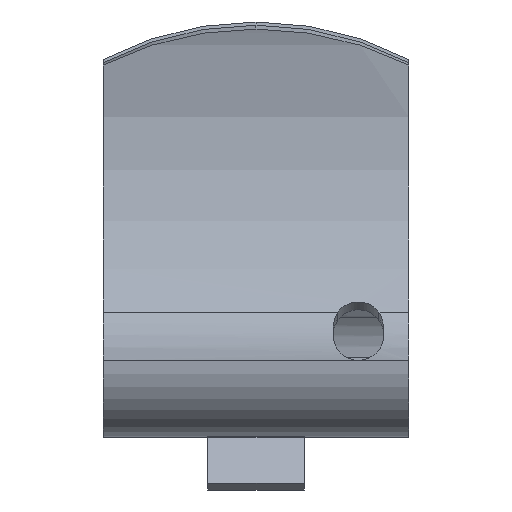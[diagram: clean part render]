
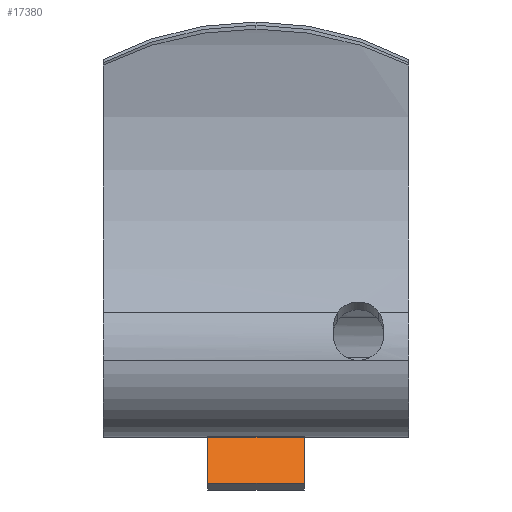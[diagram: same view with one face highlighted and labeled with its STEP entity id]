
A CAD part, left-side view. The second image highlights one B-rep face of the part: STEP entity #17380.
In plain terms, the highlighted planar face has unit normal (-0.866, 0, 0.5).
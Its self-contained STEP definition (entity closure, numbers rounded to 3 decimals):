
#16072 = CYLINDRICAL_SURFACE('',#16073,0.813);
#16073 = AXIS2_PLACEMENT_3D('',#16074,#16075,#16076);
#16074 = CARTESIAN_POINT('',(-21.908,1.484,-0.457));
#16075 = DIRECTION('',(0.,1.,0.));
#16076 = DIRECTION('',(-0.866,0.,0.5));
#16880 = VERTEX_POINT('',#16881);
#16881 = CARTESIAN_POINT('',(-22.612,-1.513,
    -0.05));
#16895 = PLANE('',#16896);
#16896 = AXIS2_PLACEMENT_3D('',#16897,#16898,#16899);
#16897 = CARTESIAN_POINT('',(-23.447,-1.513,
    -1.497));
#16898 = DIRECTION('',(0.,-1.,0.));
#16899 = DIRECTION('',(1.,0.,0.));
#17050 = VERTEX_POINT('',#17051);
#17051 = CARTESIAN_POINT('',(-22.612,1.484,
    -0.05));
#17065 = PLANE('',#17066);
#17066 = AXIS2_PLACEMENT_3D('',#17067,#17068,#17069);
#17067 = CARTESIAN_POINT('',(-23.447,1.484,
    -1.497));
#17068 = DIRECTION('',(0.,1.,0.));
#17069 = DIRECTION('',(-1.,0.,0.));
#17131 = EDGE_CURVE('',#16880,#17050,#17132,.T.);
#17132 = SURFACE_CURVE('',#17133,(#17137,#17166),.PCURVE_S1.);
#17133 = LINE('',#17134,#17135);
#17134 = CARTESIAN_POINT('',(-22.612,-1.513,
    -0.05));
#17135 = VECTOR('',#17136,1.);
#17136 = DIRECTION('',(0.,1.,0.));
#17137 = PCURVE('',#16072,#17138);
#17138 = DEFINITIONAL_REPRESENTATION('',(#17139),#17165);
#17139 = B_SPLINE_CURVE_WITH_KNOTS('',3,(#17140,#17141,#17142,#17143,
    #17144,#17145,#17146,#17147,#17148,#17149,#17150,#17151,#17152,
    #17153,#17154,#17155,#17156,#17157,#17158,#17159,#17160,#17161,
    #17162,#17163,#17164),.UNSPECIFIED.,.F.,.F.,(4,1,1,1,1,1,1,1,1,1,1,1
    ,1,1,1,1,1,1,1,1,1,1,4),(0.,0.136,
    0.272,0.409,0.545,0.681,
    0.817,0.954,1.09,1.226,
    1.362,1.499,1.635,1.771,1.907,
    2.044,2.18,2.316,2.452,
    2.588,2.725,2.861,2.997),
  .QUASI_UNIFORM_KNOTS.);
#17140 = CARTESIAN_POINT('',(0.,-2.997));
#17141 = CARTESIAN_POINT('',(0.,-2.952));
#17142 = CARTESIAN_POINT('',(0.,-2.861));
#17143 = CARTESIAN_POINT('',(0.,-2.725));
#17144 = CARTESIAN_POINT('',(0.,-2.588));
#17145 = CARTESIAN_POINT('',(0.,-2.452));
#17146 = CARTESIAN_POINT('',(0.,-2.316));
#17147 = CARTESIAN_POINT('',(0.,-2.18));
#17148 = CARTESIAN_POINT('',(0.,-2.044));
#17149 = CARTESIAN_POINT('',(0.,-1.907));
#17150 = CARTESIAN_POINT('',(0.,-1.771));
#17151 = CARTESIAN_POINT('',(0.,-1.635));
#17152 = CARTESIAN_POINT('',(0.,-1.499));
#17153 = CARTESIAN_POINT('',(0.,-1.362));
#17154 = CARTESIAN_POINT('',(0.,-1.226));
#17155 = CARTESIAN_POINT('',(0.,-1.09));
#17156 = CARTESIAN_POINT('',(0.,-0.954));
#17157 = CARTESIAN_POINT('',(0.,-0.817));
#17158 = CARTESIAN_POINT('',(0.,-0.681));
#17159 = CARTESIAN_POINT('',(0.,-0.545));
#17160 = CARTESIAN_POINT('',(0.,-0.409));
#17161 = CARTESIAN_POINT('',(0.,-0.272));
#17162 = CARTESIAN_POINT('',(0.,-0.136));
#17163 = CARTESIAN_POINT('',(0.,-0.045));
#17164 = CARTESIAN_POINT('',(0.,0.));
#17165 = ( GEOMETRIC_REPRESENTATION_CONTEXT(2) 
PARAMETRIC_REPRESENTATION_CONTEXT() REPRESENTATION_CONTEXT('2D SPACE',''
  ) );
#17166 = PCURVE('',#17167,#17172);
#17167 = PLANE('',#17168);
#17168 = AXIS2_PLACEMENT_3D('',#17169,#17170,#17171);
#17169 = CARTESIAN_POINT('',(-23.447,-1.513,
    -1.497));
#17170 = DIRECTION('',(-0.866,0.,0.5));
#17171 = DIRECTION('',(-0.5,0.,-0.866));
#17172 = DEFINITIONAL_REPRESENTATION('',(#17173),#17177);
#17173 = LINE('',#17174,#17175);
#17174 = CARTESIAN_POINT('',(-1.67,0.));
#17175 = VECTOR('',#17176,1.);
#17176 = DIRECTION('',(0.,-1.));
#17177 = ( GEOMETRIC_REPRESENTATION_CONTEXT(2) 
PARAMETRIC_REPRESENTATION_CONTEXT() REPRESENTATION_CONTEXT('2D SPACE',''
  ) );
#17261 = EDGE_CURVE('',#16880,#17262,#17264,.T.);
#17262 = VERTEX_POINT('',#17263);
#17263 = CARTESIAN_POINT('',(-23.447,-1.513,
    -1.497));
#17264 = SURFACE_CURVE('',#17265,(#17269,#17276),.PCURVE_S1.);
#17265 = LINE('',#17266,#17267);
#17266 = CARTESIAN_POINT('',(-23.447,-1.513,
    -1.497));
#17267 = VECTOR('',#17268,1.);
#17268 = DIRECTION('',(-0.5,0.,-0.866));
#17269 = PCURVE('',#16895,#17270);
#17270 = DEFINITIONAL_REPRESENTATION('',(#17271),#17275);
#17271 = LINE('',#17272,#17273);
#17272 = CARTESIAN_POINT('',(0.,0.));
#17273 = VECTOR('',#17274,1.);
#17274 = DIRECTION('',(-0.5,-0.866));
#17275 = ( GEOMETRIC_REPRESENTATION_CONTEXT(2) 
PARAMETRIC_REPRESENTATION_CONTEXT() REPRESENTATION_CONTEXT('2D SPACE',''
  ) );
#17276 = PCURVE('',#17167,#17277);
#17277 = DEFINITIONAL_REPRESENTATION('',(#17278),#17282);
#17278 = LINE('',#17279,#17280);
#17279 = CARTESIAN_POINT('',(0.,0.));
#17280 = VECTOR('',#17281,1.);
#17281 = DIRECTION('',(1.,0.));
#17282 = ( GEOMETRIC_REPRESENTATION_CONTEXT(2) 
PARAMETRIC_REPRESENTATION_CONTEXT() REPRESENTATION_CONTEXT('2D SPACE',''
  ) );
#17298 = PLANE('',#17299);
#17299 = AXIS2_PLACEMENT_3D('',#17300,#17301,#17302);
#17300 = CARTESIAN_POINT('',(-23.447,1.484,
    -1.497));
#17301 = DIRECTION('',(-0.5,0.,-0.866));
#17302 = DIRECTION('',(0.866,0.,-0.5));
#17313 = EDGE_CURVE('',#17314,#17050,#17316,.T.);
#17314 = VERTEX_POINT('',#17315);
#17315 = CARTESIAN_POINT('',(-23.447,1.484,
    -1.497));
#17316 = SURFACE_CURVE('',#17317,(#17321,#17328),.PCURVE_S1.);
#17317 = LINE('',#17318,#17319);
#17318 = CARTESIAN_POINT('',(-23.447,1.484,
    -1.497));
#17319 = VECTOR('',#17320,1.);
#17320 = DIRECTION('',(0.5,0.,0.866));
#17321 = PCURVE('',#17065,#17322);
#17322 = DEFINITIONAL_REPRESENTATION('',(#17323),#17327);
#17323 = LINE('',#17324,#17325);
#17324 = CARTESIAN_POINT('',(0.,0.));
#17325 = VECTOR('',#17326,1.);
#17326 = DIRECTION('',(-0.5,0.866));
#17327 = ( GEOMETRIC_REPRESENTATION_CONTEXT(2) 
PARAMETRIC_REPRESENTATION_CONTEXT() REPRESENTATION_CONTEXT('2D SPACE',''
  ) );
#17328 = PCURVE('',#17167,#17329);
#17329 = DEFINITIONAL_REPRESENTATION('',(#17330),#17334);
#17330 = LINE('',#17331,#17332);
#17331 = CARTESIAN_POINT('',(0.,-2.997));
#17332 = VECTOR('',#17333,1.);
#17333 = DIRECTION('',(-1.,0.));
#17334 = ( GEOMETRIC_REPRESENTATION_CONTEXT(2) 
PARAMETRIC_REPRESENTATION_CONTEXT() REPRESENTATION_CONTEXT('2D SPACE',''
  ) );
#17380 = ADVANCED_FACE('',(#17381),#17167,.T.);
#17381 = FACE_BOUND('',#17382,.T.);
#17382 = EDGE_LOOP('',(#17383,#17384,#17385,#17386));
#17383 = ORIENTED_EDGE('',*,*,#17261,.F.);
#17384 = ORIENTED_EDGE('',*,*,#17131,.T.);
#17385 = ORIENTED_EDGE('',*,*,#17313,.F.);
#17386 = ORIENTED_EDGE('',*,*,#17387,.F.);
#17387 = EDGE_CURVE('',#17262,#17314,#17388,.T.);
#17388 = SURFACE_CURVE('',#17389,(#17393,#17400),.PCURVE_S1.);
#17389 = LINE('',#17390,#17391);
#17390 = CARTESIAN_POINT('',(-23.447,1.484,
    -1.497));
#17391 = VECTOR('',#17392,1.);
#17392 = DIRECTION('',(0.,1.,0.));
#17393 = PCURVE('',#17167,#17394);
#17394 = DEFINITIONAL_REPRESENTATION('',(#17395),#17399);
#17395 = LINE('',#17396,#17397);
#17396 = CARTESIAN_POINT('',(0.,-2.997));
#17397 = VECTOR('',#17398,1.);
#17398 = DIRECTION('',(0.,-1.));
#17399 = ( GEOMETRIC_REPRESENTATION_CONTEXT(2) 
PARAMETRIC_REPRESENTATION_CONTEXT() REPRESENTATION_CONTEXT('2D SPACE',''
  ) );
#17400 = PCURVE('',#17298,#17401);
#17401 = DEFINITIONAL_REPRESENTATION('',(#17402),#17406);
#17402 = LINE('',#17403,#17404);
#17403 = CARTESIAN_POINT('',(0.,0.));
#17404 = VECTOR('',#17405,1.);
#17405 = DIRECTION('',(0.,-1.));
#17406 = ( GEOMETRIC_REPRESENTATION_CONTEXT(2) 
PARAMETRIC_REPRESENTATION_CONTEXT() REPRESENTATION_CONTEXT('2D SPACE',''
  ) );
